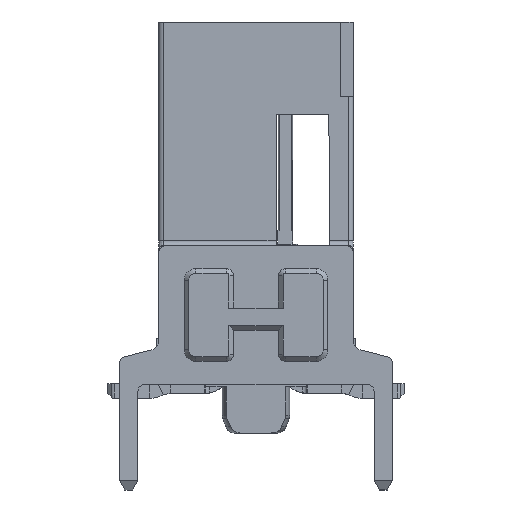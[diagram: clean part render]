
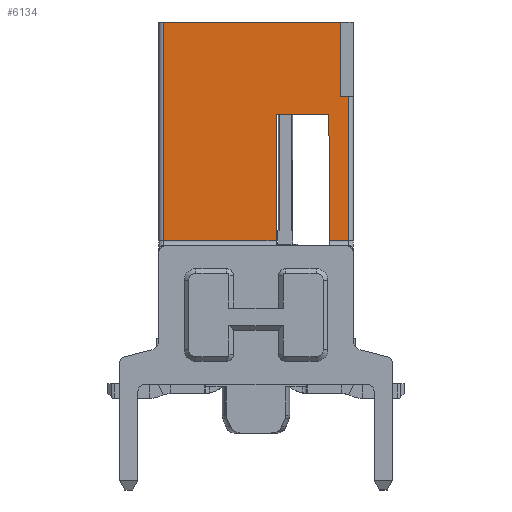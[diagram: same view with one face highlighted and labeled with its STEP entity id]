
A CAD part, front view. The second image highlights one B-rep face of the part: STEP entity #6134.
In plain terms, the highlighted planar face has unit normal (0, -1, 0).
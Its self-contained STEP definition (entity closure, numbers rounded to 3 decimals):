
#6134=ADVANCED_FACE('',(#8486),#7468,.T.);
#7468=PLANE('',#31694);
#8486=FACE_OUTER_BOUND('',#9928,.T.);
#9928=EDGE_LOOP('',(#17960,#17961,#17962,#17963,#17964,#17965,#17966,#17967,
#17968,#17969));
#11788=LINE('',#41696,#14444);
#11794=LINE('',#41710,#14450);
#11798=LINE('',#41718,#14454);
#11799=LINE('',#41720,#14455);
#11802=LINE('',#41733,#14458);
#11804=LINE('',#41769,#14460);
#11825=LINE('',#41837,#14481);
#11830=LINE('',#41850,#14486);
#11831=LINE('',#41852,#14487);
#11832=LINE('',#41853,#14488);
#14444=VECTOR('',#34504,1.);
#14450=VECTOR('',#34516,1.);
#14454=VECTOR('',#34524,1.);
#14455=VECTOR('',#34527,1.);
#14458=VECTOR('',#34534,1.);
#14460=VECTOR('',#34546,1.);
#14481=VECTOR('',#34583,1.);
#14486=VECTOR('',#34592,1.);
#14487=VECTOR('',#34595,1.);
#14488=VECTOR('',#34596,1.);
#17960=ORIENTED_EDGE('',*,*,#27295,.T.);
#17961=ORIENTED_EDGE('',*,*,#27294,.T.);
#17962=ORIENTED_EDGE('',*,*,#27296,.F.);
#17963=ORIENTED_EDGE('',*,*,#27288,.T.);
#17964=ORIENTED_EDGE('',*,*,#27240,.T.);
#17965=ORIENTED_EDGE('',*,*,#27248,.T.);
#17966=ORIENTED_EDGE('',*,*,#27252,.T.);
#17967=ORIENTED_EDGE('',*,*,#27253,.T.);
#17968=ORIENTED_EDGE('',*,*,#27258,.T.);
#17969=ORIENTED_EDGE('',*,*,#27264,.T.);
#24580=VERTEX_POINT('',#41687);
#24583=VERTEX_POINT('',#41695);
#24588=VERTEX_POINT('',#41709);
#24590=VERTEX_POINT('',#41717);
#24591=VERTEX_POINT('',#41721);
#24594=VERTEX_POINT('',#41732);
#24598=VERTEX_POINT('',#41768);
#24613=VERTEX_POINT('',#41838);
#24616=VERTEX_POINT('',#41845);
#24618=VERTEX_POINT('',#41849);
#27240=EDGE_CURVE('',#24580,#24583,#11788,.T.);
#27248=EDGE_CURVE('',#24583,#24588,#11794,.T.);
#27252=EDGE_CURVE('',#24588,#24590,#11798,.T.);
#27253=EDGE_CURVE('',#24590,#24591,#11799,.T.);
#27258=EDGE_CURVE('',#24591,#24594,#11802,.T.);
#27264=EDGE_CURVE('',#24594,#24598,#11804,.T.);
#27288=EDGE_CURVE('',#24613,#24580,#11825,.T.);
#27294=EDGE_CURVE('',#24616,#24618,#11830,.T.);
#27295=EDGE_CURVE('',#24598,#24616,#11831,.T.);
#27296=EDGE_CURVE('',#24613,#24618,#11832,.T.);
#31694=AXIS2_PLACEMENT_3D('',#41854,#34597,#34598);
#34504=DIRECTION('',(1.,0.,0.));
#34516=DIRECTION('',(0.004,0.,1.));
#34524=DIRECTION('',(1.,0.,0.));
#34527=DIRECTION('',(0.004,0.,-1.));
#34534=DIRECTION('',(1.,0.,0.));
#34546=DIRECTION('',(0.,0.,1.));
#34583=DIRECTION('',(0.,0.,-1.));
#34592=DIRECTION('',(0.,0.,1.));
#34595=DIRECTION('',(-1.,0.,0.));
#34596=DIRECTION('',(1.,0.,0.));
#34597=DIRECTION('',(0.,-1.,0.));
#34598=DIRECTION('',(1.,0.,0.));
#41687=CARTESIAN_POINT('',(-2.,-5.185,0.27));
#41695=CARTESIAN_POINT('',(0.433,-5.185,0.27));
#41696=CARTESIAN_POINT('',(-2.,-5.185,0.27));
#41709=CARTESIAN_POINT('',(0.445,-5.185,3.));
#41710=CARTESIAN_POINT('',(0.433,-5.185,0.27));
#41717=CARTESIAN_POINT('',(1.575,-5.185,3.));
#41718=CARTESIAN_POINT('',(0.445,-5.185,3.));
#41720=CARTESIAN_POINT('',(1.575,-5.185,3.));
#41721=CARTESIAN_POINT('',(1.587,-5.185,0.27));
#41732=CARTESIAN_POINT('',(2.,-5.185,0.27));
#41733=CARTESIAN_POINT('',(1.587,-5.185,0.27));
#41768=CARTESIAN_POINT('',(2.,-5.185,3.4));
#41769=CARTESIAN_POINT('',(2.,-5.185,0.27));
#41837=CARTESIAN_POINT('',(-2.,-5.185,5.));
#41838=CARTESIAN_POINT('',(-2.,-5.185,5.));
#41845=CARTESIAN_POINT('',(1.825,-5.185,3.4));
#41849=CARTESIAN_POINT('',(1.825,-5.185,5.));
#41850=CARTESIAN_POINT('',(1.825,-5.185,3.4));
#41852=CARTESIAN_POINT('',(2.,-5.185,3.4));
#41853=CARTESIAN_POINT('',(-2.,-5.185,5.));
#41854=CARTESIAN_POINT('',(-2.596,-5.185,-0.391));
